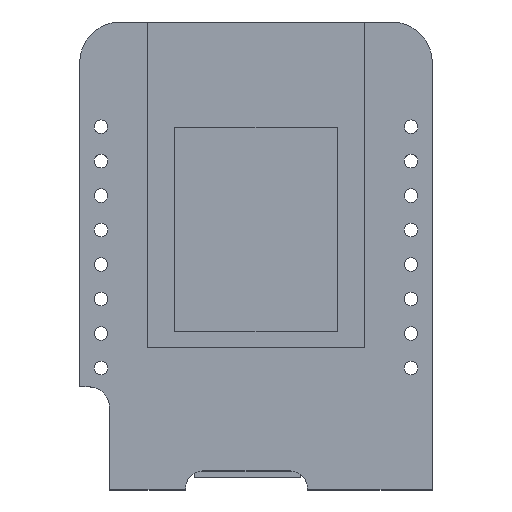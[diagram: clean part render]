
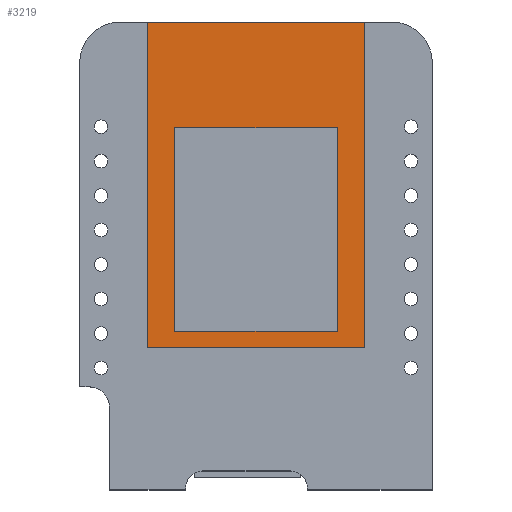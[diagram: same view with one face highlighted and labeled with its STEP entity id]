
A CAD part, top view. The second image highlights one B-rep face of the part: STEP entity #3219.
In plain terms, the highlighted planar face has unit normal (0, 0, 1).
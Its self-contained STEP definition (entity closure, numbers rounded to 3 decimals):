
#2932 = VERTEX_POINT('',#2933);
#2933 = CARTESIAN_POINT('',(-8.,-6.75,2.));
#2940 = PLANE('',#2941);
#2941 = AXIS2_PLACEMENT_3D('',#2942,#2943,#2944);
#2942 = CARTESIAN_POINT('',(-8.,-6.75,0.8));
#2943 = DIRECTION('',(0.,1.,0.));
#2944 = DIRECTION('',(1.,0.,0.));
#2952 = PLANE('',#2953);
#2953 = AXIS2_PLACEMENT_3D('',#2954,#2955,#2956);
#2954 = CARTESIAN_POINT('',(-8.,17.25,0.8));
#2955 = DIRECTION('',(1.,0.,0.));
#2956 = DIRECTION('',(0.,-1.,0.));
#2964 = EDGE_CURVE('',#2932,#2965,#2967,.T.);
#2965 = VERTEX_POINT('',#2966);
#2966 = CARTESIAN_POINT('',(8.,-6.75,2.));
#2967 = SURFACE_CURVE('',#2968,(#2972,#2979),.PCURVE_S1.);
#2968 = LINE('',#2969,#2970);
#2969 = CARTESIAN_POINT('',(-8.,-6.75,2.));
#2970 = VECTOR('',#2971,1.);
#2971 = DIRECTION('',(1.,0.,0.));
#2972 = PCURVE('',#2940,#2973);
#2973 = DEFINITIONAL_REPRESENTATION('',(#2974),#2978);
#2974 = LINE('',#2975,#2976);
#2975 = CARTESIAN_POINT('',(0.,-1.2));
#2976 = VECTOR('',#2977,1.);
#2977 = DIRECTION('',(1.,0.));
#2978 = ( GEOMETRIC_REPRESENTATION_CONTEXT(2) 
PARAMETRIC_REPRESENTATION_CONTEXT() REPRESENTATION_CONTEXT('2D SPACE',''
  ) );
#2979 = PCURVE('',#2980,#2985);
#2980 = PLANE('',#2981);
#2981 = AXIS2_PLACEMENT_3D('',#2982,#2983,#2984);
#2982 = CARTESIAN_POINT('',(0.,5.25,2.));
#2983 = DIRECTION('',(0.,0.,1.));
#2984 = DIRECTION('',(1.,0.,0.));
#2985 = DEFINITIONAL_REPRESENTATION('',(#2986),#2990);
#2986 = LINE('',#2987,#2988);
#2987 = CARTESIAN_POINT('',(-8.,-12.));
#2988 = VECTOR('',#2989,1.);
#2989 = DIRECTION('',(1.,0.));
#2990 = ( GEOMETRIC_REPRESENTATION_CONTEXT(2) 
PARAMETRIC_REPRESENTATION_CONTEXT() REPRESENTATION_CONTEXT('2D SPACE',''
  ) );
#3008 = PLANE('',#3009);
#3009 = AXIS2_PLACEMENT_3D('',#3010,#3011,#3012);
#3010 = CARTESIAN_POINT('',(8.,-6.75,0.8));
#3011 = DIRECTION('',(-1.,0.,0.));
#3012 = DIRECTION('',(0.,1.,0.));
#3052 = VERTEX_POINT('',#3053);
#3053 = CARTESIAN_POINT('',(-8.,17.25,2.));
#3067 = PLANE('',#3068);
#3068 = AXIS2_PLACEMENT_3D('',#3069,#3070,#3071);
#3069 = CARTESIAN_POINT('',(8.,17.25,0.8));
#3070 = DIRECTION('',(0.,-1.,0.));
#3071 = DIRECTION('',(-1.,0.,0.));
#3079 = EDGE_CURVE('',#3052,#2932,#3080,.T.);
#3080 = SURFACE_CURVE('',#3081,(#3085,#3092),.PCURVE_S1.);
#3081 = LINE('',#3082,#3083);
#3082 = CARTESIAN_POINT('',(-8.,17.25,2.));
#3083 = VECTOR('',#3084,1.);
#3084 = DIRECTION('',(0.,-1.,0.));
#3085 = PCURVE('',#2952,#3086);
#3086 = DEFINITIONAL_REPRESENTATION('',(#3087),#3091);
#3087 = LINE('',#3088,#3089);
#3088 = CARTESIAN_POINT('',(0.,-1.2));
#3089 = VECTOR('',#3090,1.);
#3090 = DIRECTION('',(1.,0.));
#3091 = ( GEOMETRIC_REPRESENTATION_CONTEXT(2) 
PARAMETRIC_REPRESENTATION_CONTEXT() REPRESENTATION_CONTEXT('2D SPACE',''
  ) );
#3092 = PCURVE('',#2980,#3093);
#3093 = DEFINITIONAL_REPRESENTATION('',(#3094),#3098);
#3094 = LINE('',#3095,#3096);
#3095 = CARTESIAN_POINT('',(-8.,12.));
#3096 = VECTOR('',#3097,1.);
#3097 = DIRECTION('',(0.,-1.));
#3098 = ( GEOMETRIC_REPRESENTATION_CONTEXT(2) 
PARAMETRIC_REPRESENTATION_CONTEXT() REPRESENTATION_CONTEXT('2D SPACE',''
  ) );
#3126 = EDGE_CURVE('',#2965,#3127,#3129,.T.);
#3127 = VERTEX_POINT('',#3128);
#3128 = CARTESIAN_POINT('',(8.,17.25,2.));
#3129 = SURFACE_CURVE('',#3130,(#3134,#3141),.PCURVE_S1.);
#3130 = LINE('',#3131,#3132);
#3131 = CARTESIAN_POINT('',(8.,-6.75,2.));
#3132 = VECTOR('',#3133,1.);
#3133 = DIRECTION('',(0.,1.,0.));
#3134 = PCURVE('',#3008,#3135);
#3135 = DEFINITIONAL_REPRESENTATION('',(#3136),#3140);
#3136 = LINE('',#3137,#3138);
#3137 = CARTESIAN_POINT('',(0.,-1.2));
#3138 = VECTOR('',#3139,1.);
#3139 = DIRECTION('',(1.,0.));
#3140 = ( GEOMETRIC_REPRESENTATION_CONTEXT(2) 
PARAMETRIC_REPRESENTATION_CONTEXT() REPRESENTATION_CONTEXT('2D SPACE',''
  ) );
#3141 = PCURVE('',#2980,#3142);
#3142 = DEFINITIONAL_REPRESENTATION('',(#3143),#3147);
#3143 = LINE('',#3144,#3145);
#3144 = CARTESIAN_POINT('',(8.,-12.));
#3145 = VECTOR('',#3146,1.);
#3146 = DIRECTION('',(0.,1.));
#3147 = ( GEOMETRIC_REPRESENTATION_CONTEXT(2) 
PARAMETRIC_REPRESENTATION_CONTEXT() REPRESENTATION_CONTEXT('2D SPACE',''
  ) );
#3219 = ADVANCED_FACE('',(#3220,#3246),#2980,.T.);
#3220 = FACE_BOUND('',#3221,.T.);
#3221 = EDGE_LOOP('',(#3222,#3223,#3224,#3245));
#3222 = ORIENTED_EDGE('',*,*,#2964,.T.);
#3223 = ORIENTED_EDGE('',*,*,#3126,.T.);
#3224 = ORIENTED_EDGE('',*,*,#3225,.T.);
#3225 = EDGE_CURVE('',#3127,#3052,#3226,.T.);
#3226 = SURFACE_CURVE('',#3227,(#3231,#3238),.PCURVE_S1.);
#3227 = LINE('',#3228,#3229);
#3228 = CARTESIAN_POINT('',(8.,17.25,2.));
#3229 = VECTOR('',#3230,1.);
#3230 = DIRECTION('',(-1.,0.,0.));
#3231 = PCURVE('',#2980,#3232);
#3232 = DEFINITIONAL_REPRESENTATION('',(#3233),#3237);
#3233 = LINE('',#3234,#3235);
#3234 = CARTESIAN_POINT('',(8.,12.));
#3235 = VECTOR('',#3236,1.);
#3236 = DIRECTION('',(-1.,0.));
#3237 = ( GEOMETRIC_REPRESENTATION_CONTEXT(2) 
PARAMETRIC_REPRESENTATION_CONTEXT() REPRESENTATION_CONTEXT('2D SPACE',''
  ) );
#3238 = PCURVE('',#3067,#3239);
#3239 = DEFINITIONAL_REPRESENTATION('',(#3240),#3244);
#3240 = LINE('',#3241,#3242);
#3241 = CARTESIAN_POINT('',(0.,-1.2));
#3242 = VECTOR('',#3243,1.);
#3243 = DIRECTION('',(1.,0.));
#3244 = ( GEOMETRIC_REPRESENTATION_CONTEXT(2) 
PARAMETRIC_REPRESENTATION_CONTEXT() REPRESENTATION_CONTEXT('2D SPACE',''
  ) );
#3245 = ORIENTED_EDGE('',*,*,#3079,.T.);
#3246 = FACE_BOUND('',#3247,.T.);
#3247 = EDGE_LOOP('',(#3248,#3278,#3306,#3334));
#3248 = ORIENTED_EDGE('',*,*,#3249,.F.);
#3249 = EDGE_CURVE('',#3250,#3252,#3254,.T.);
#3250 = VERTEX_POINT('',#3251);
#3251 = CARTESIAN_POINT('',(-6.,-5.55,2.));
#3252 = VERTEX_POINT('',#3253);
#3253 = CARTESIAN_POINT('',(6.,-5.55,2.));
#3254 = SURFACE_CURVE('',#3255,(#3259,#3266),.PCURVE_S1.);
#3255 = LINE('',#3256,#3257);
#3256 = CARTESIAN_POINT('',(-6.,-5.55,2.));
#3257 = VECTOR('',#3258,1.);
#3258 = DIRECTION('',(1.,0.,0.));
#3259 = PCURVE('',#2980,#3260);
#3260 = DEFINITIONAL_REPRESENTATION('',(#3261),#3265);
#3261 = LINE('',#3262,#3263);
#3262 = CARTESIAN_POINT('',(-6.,-10.8));
#3263 = VECTOR('',#3264,1.);
#3264 = DIRECTION('',(1.,0.));
#3265 = ( GEOMETRIC_REPRESENTATION_CONTEXT(2) 
PARAMETRIC_REPRESENTATION_CONTEXT() REPRESENTATION_CONTEXT('2D SPACE',''
  ) );
#3266 = PCURVE('',#3267,#3272);
#3267 = PLANE('',#3268);
#3268 = AXIS2_PLACEMENT_3D('',#3269,#3270,#3271);
#3269 = CARTESIAN_POINT('',(-6.,-5.55,2.));
#3270 = DIRECTION('',(0.,1.,0.));
#3271 = DIRECTION('',(1.,0.,0.));
#3272 = DEFINITIONAL_REPRESENTATION('',(#3273),#3277);
#3273 = LINE('',#3274,#3275);
#3274 = CARTESIAN_POINT('',(0.,0.));
#3275 = VECTOR('',#3276,1.);
#3276 = DIRECTION('',(1.,0.));
#3277 = ( GEOMETRIC_REPRESENTATION_CONTEXT(2) 
PARAMETRIC_REPRESENTATION_CONTEXT() REPRESENTATION_CONTEXT('2D SPACE',''
  ) );
#3278 = ORIENTED_EDGE('',*,*,#3279,.F.);
#3279 = EDGE_CURVE('',#3280,#3250,#3282,.T.);
#3280 = VERTEX_POINT('',#3281);
#3281 = CARTESIAN_POINT('',(-6.,9.45,2.));
#3282 = SURFACE_CURVE('',#3283,(#3287,#3294),.PCURVE_S1.);
#3283 = LINE('',#3284,#3285);
#3284 = CARTESIAN_POINT('',(-6.,9.45,2.));
#3285 = VECTOR('',#3286,1.);
#3286 = DIRECTION('',(0.,-1.,0.));
#3287 = PCURVE('',#2980,#3288);
#3288 = DEFINITIONAL_REPRESENTATION('',(#3289),#3293);
#3289 = LINE('',#3290,#3291);
#3290 = CARTESIAN_POINT('',(-6.,4.2));
#3291 = VECTOR('',#3292,1.);
#3292 = DIRECTION('',(0.,-1.));
#3293 = ( GEOMETRIC_REPRESENTATION_CONTEXT(2) 
PARAMETRIC_REPRESENTATION_CONTEXT() REPRESENTATION_CONTEXT('2D SPACE',''
  ) );
#3294 = PCURVE('',#3295,#3300);
#3295 = PLANE('',#3296);
#3296 = AXIS2_PLACEMENT_3D('',#3297,#3298,#3299);
#3297 = CARTESIAN_POINT('',(-6.,9.45,2.));
#3298 = DIRECTION('',(1.,0.,0.));
#3299 = DIRECTION('',(0.,-1.,0.));
#3300 = DEFINITIONAL_REPRESENTATION('',(#3301),#3305);
#3301 = LINE('',#3302,#3303);
#3302 = CARTESIAN_POINT('',(0.,0.));
#3303 = VECTOR('',#3304,1.);
#3304 = DIRECTION('',(1.,0.));
#3305 = ( GEOMETRIC_REPRESENTATION_CONTEXT(2) 
PARAMETRIC_REPRESENTATION_CONTEXT() REPRESENTATION_CONTEXT('2D SPACE',''
  ) );
#3306 = ORIENTED_EDGE('',*,*,#3307,.F.);
#3307 = EDGE_CURVE('',#3308,#3280,#3310,.T.);
#3308 = VERTEX_POINT('',#3309);
#3309 = CARTESIAN_POINT('',(6.,9.45,2.));
#3310 = SURFACE_CURVE('',#3311,(#3315,#3322),.PCURVE_S1.);
#3311 = LINE('',#3312,#3313);
#3312 = CARTESIAN_POINT('',(6.,9.45,2.));
#3313 = VECTOR('',#3314,1.);
#3314 = DIRECTION('',(-1.,0.,0.));
#3315 = PCURVE('',#2980,#3316);
#3316 = DEFINITIONAL_REPRESENTATION('',(#3317),#3321);
#3317 = LINE('',#3318,#3319);
#3318 = CARTESIAN_POINT('',(6.,4.2));
#3319 = VECTOR('',#3320,1.);
#3320 = DIRECTION('',(-1.,0.));
#3321 = ( GEOMETRIC_REPRESENTATION_CONTEXT(2) 
PARAMETRIC_REPRESENTATION_CONTEXT() REPRESENTATION_CONTEXT('2D SPACE',''
  ) );
#3322 = PCURVE('',#3323,#3328);
#3323 = PLANE('',#3324);
#3324 = AXIS2_PLACEMENT_3D('',#3325,#3326,#3327);
#3325 = CARTESIAN_POINT('',(6.,9.45,2.));
#3326 = DIRECTION('',(0.,-1.,0.));
#3327 = DIRECTION('',(-1.,0.,0.));
#3328 = DEFINITIONAL_REPRESENTATION('',(#3329),#3333);
#3329 = LINE('',#3330,#3331);
#3330 = CARTESIAN_POINT('',(0.,0.));
#3331 = VECTOR('',#3332,1.);
#3332 = DIRECTION('',(1.,0.));
#3333 = ( GEOMETRIC_REPRESENTATION_CONTEXT(2) 
PARAMETRIC_REPRESENTATION_CONTEXT() REPRESENTATION_CONTEXT('2D SPACE',''
  ) );
#3334 = ORIENTED_EDGE('',*,*,#3335,.F.);
#3335 = EDGE_CURVE('',#3252,#3308,#3336,.T.);
#3336 = SURFACE_CURVE('',#3337,(#3341,#3348),.PCURVE_S1.);
#3337 = LINE('',#3338,#3339);
#3338 = CARTESIAN_POINT('',(6.,-5.55,2.));
#3339 = VECTOR('',#3340,1.);
#3340 = DIRECTION('',(0.,1.,0.));
#3341 = PCURVE('',#2980,#3342);
#3342 = DEFINITIONAL_REPRESENTATION('',(#3343),#3347);
#3343 = LINE('',#3344,#3345);
#3344 = CARTESIAN_POINT('',(6.,-10.8));
#3345 = VECTOR('',#3346,1.);
#3346 = DIRECTION('',(0.,1.));
#3347 = ( GEOMETRIC_REPRESENTATION_CONTEXT(2) 
PARAMETRIC_REPRESENTATION_CONTEXT() REPRESENTATION_CONTEXT('2D SPACE',''
  ) );
#3348 = PCURVE('',#3349,#3354);
#3349 = PLANE('',#3350);
#3350 = AXIS2_PLACEMENT_3D('',#3351,#3352,#3353);
#3351 = CARTESIAN_POINT('',(6.,-5.55,2.));
#3352 = DIRECTION('',(-1.,0.,0.));
#3353 = DIRECTION('',(0.,1.,0.));
#3354 = DEFINITIONAL_REPRESENTATION('',(#3355),#3359);
#3355 = LINE('',#3356,#3357);
#3356 = CARTESIAN_POINT('',(0.,0.));
#3357 = VECTOR('',#3358,1.);
#3358 = DIRECTION('',(1.,0.));
#3359 = ( GEOMETRIC_REPRESENTATION_CONTEXT(2) 
PARAMETRIC_REPRESENTATION_CONTEXT() REPRESENTATION_CONTEXT('2D SPACE',''
  ) );
